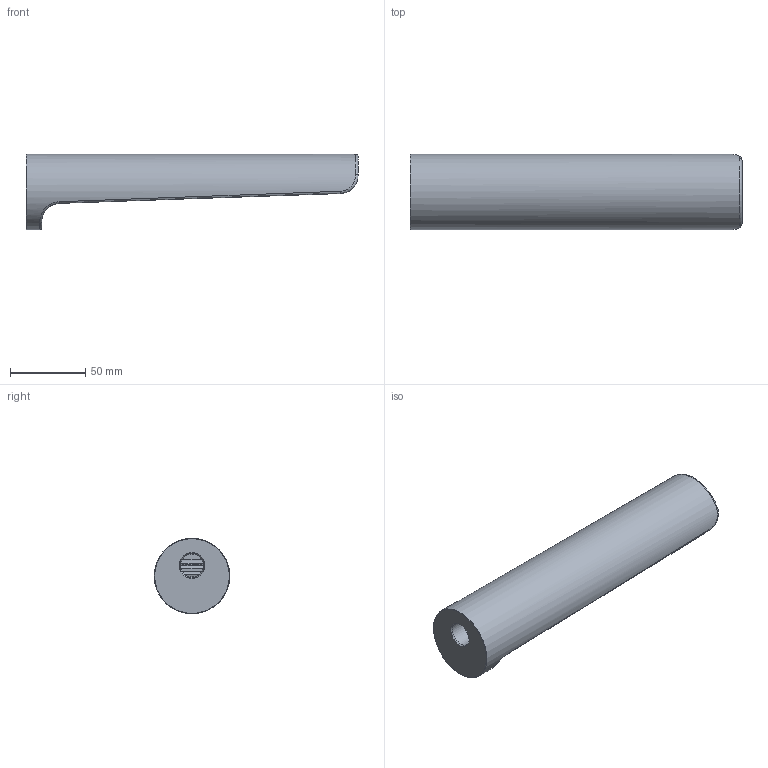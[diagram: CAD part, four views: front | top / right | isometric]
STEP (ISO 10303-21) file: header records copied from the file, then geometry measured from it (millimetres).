
FILE_DESCRIPTION(/* description */ (''),/* implementation_level */ '2;1');
FILE_NAME(/* name */ 'PB80_3D.stp',/* time_stamp */ '2019-09-16T09:54:47-04:00',/* author */ ('pcossett'),/* organization */ (''),/* preprocessor_version */ 'ST-DEVELOPER v16.13',/* originating_system */ 'Autodesk Inventor 2018',/* authorisation */ '');
FILE_SCHEMA (('AUTOMOTIVE_DESIGN { 1 0 10303 214 3 1 1 }'));
Length unit declared in the file: millimetre
Products named in the file (6): PB80; 3380; 010-180; 152-043; 6676; 227-151
Assembly tree (5 placements, depth 3):
  PB80
    3380
      010-180
      152-043
      6676
      227-151
Bounding box: 220 x 49.99 x 49.93 mm (x, y, z)
Volume: 137999.4 mm3; surface area: 58677.8 mm2
Topology: 5 solids, 6 shells, 461 faces, 1109 edges, 663 vertices
Faces by surface type: plane 154, bspline 127, cylinder 87, torus 53, sphere 30, cone 10
Full cylindrical faces by diameter (mm): 2 x1, 2.064 x1, 2.443 x1, 4.134 x1, 5.5 x1, 16 x3, 17 x1, 17.039 x1, 17.45 x1, 18.5 x2, 20.4 x1, 22 x3, 23 x1, 23.202 x1, 23.75 x1, 24.5 x1, 25.5 x1, 50 x1
Entity records: 16633 total; most frequent: CARTESIAN_POINT 6495, ORIENTED_EDGE 2054, DIRECTION 1928, EDGE_CURVE 1027, AXIS2_PLACEMENT_3D 731, VERTEX_POINT 651, EDGE_LOOP 540, LINE 466
